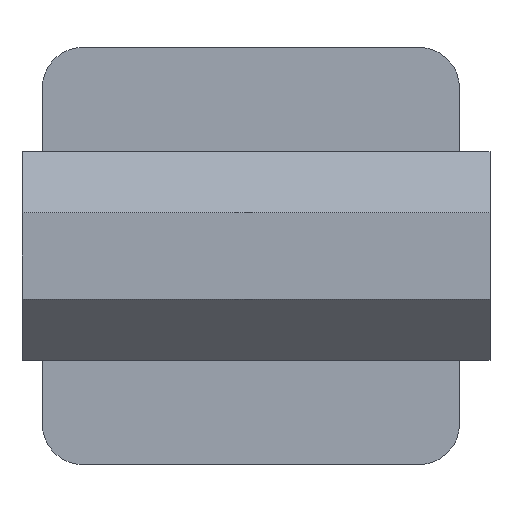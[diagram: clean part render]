
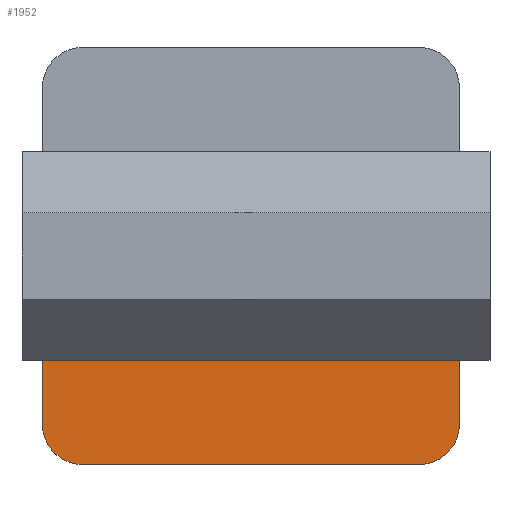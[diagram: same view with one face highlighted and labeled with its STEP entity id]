
A CAD part, front view. The second image highlights one B-rep face of the part: STEP entity #1952.
In plain terms, the highlighted planar face has unit normal (0, -1, 0).
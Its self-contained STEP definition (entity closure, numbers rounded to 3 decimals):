
#60 = VERTEX_POINT ( 'NONE', #1149 ) ;
#65 = DIRECTION ( 'NONE',  ( 0., -1., 0. ) ) ;
#83 = CIRCLE ( 'NONE', #308, 8. ) ;
#113 = CARTESIAN_POINT ( 'NONE',  ( -33., -33.8, -33. ) ) ;
#148 = EDGE_CURVE ( 'NONE', #633, #1534, #1415, .T. ) ;
#181 = LINE ( 'NONE', #879, #236 ) ;
#199 = EDGE_CURVE ( 'NONE', #593, #1138, #1785, .T. ) ;
#236 = VECTOR ( 'NONE', #2077, 1000. ) ;
#295 = VECTOR ( 'NONE', #598, 1000. ) ;
#308 = AXIS2_PLACEMENT_3D ( 'NONE', #113, #480, #1874 ) ;
#359 = CARTESIAN_POINT ( 'NONE',  ( -41., -33.8, -41. ) ) ;
#417 = AXIS2_PLACEMENT_3D ( 'NONE', #632, #842, #811 ) ;
#457 = CARTESIAN_POINT ( 'NONE',  ( -41., -33.8, -33. ) ) ;
#480 = DIRECTION ( 'NONE',  ( 0., -1., 0. ) ) ;
#517 = EDGE_CURVE ( 'NONE', #633, #2023, #702, .T. ) ;
#531 = EDGE_CURVE ( 'NONE', #60, #1138, #1143, .T. ) ;
#593 = VERTEX_POINT ( 'NONE', #457 ) ;
#598 = DIRECTION ( 'NONE',  ( -1., 0., 0. ) ) ;
#632 = CARTESIAN_POINT ( 'NONE',  ( 41., -33.8, -41. ) ) ;
#633 = VERTEX_POINT ( 'NONE', #1388 ) ;
#702 = CIRCLE ( 'NONE', #2268, 8. ) ;
#811 = DIRECTION ( 'NONE',  ( 0., 0., -1. ) ) ;
#842 = DIRECTION ( 'NONE',  ( 0., -1., 0. ) ) ;
#861 = CARTESIAN_POINT ( 'NONE',  ( -33., -33.8, -41. ) ) ;
#879 = CARTESIAN_POINT ( 'NONE',  ( 41., -33.8, 41. ) ) ;
#1050 = ORIENTED_EDGE ( 'NONE', *, *, #148, .F. ) ;
#1138 = VERTEX_POINT ( 'NONE', #1859 ) ;
#1143 = LINE ( 'NONE', #1991, #295 ) ;
#1149 = CARTESIAN_POINT ( 'NONE',  ( 41., -33.8, -20.5 ) ) ;
#1271 = DIRECTION ( 'NONE',  ( 0., 0., 1. ) ) ;
#1350 = ORIENTED_EDGE ( 'NONE', *, *, #199, .F. ) ;
#1351 = CARTESIAN_POINT ( 'NONE',  ( 41., -33.8, -33. ) ) ;
#1388 = CARTESIAN_POINT ( 'NONE',  ( 33., -33.8, -41. ) ) ;
#1415 = LINE ( 'NONE', #359, #2095 ) ;
#1469 = CARTESIAN_POINT ( 'NONE',  ( 33., -33.8, -33. ) ) ;
#1479 = DIRECTION ( 'NONE',  ( 0., 0., -1. ) ) ;
#1510 = VECTOR ( 'NONE', #1271, 1000. ) ;
#1511 = PLANE ( 'NONE',  #417 ) ;
#1534 = VERTEX_POINT ( 'NONE', #861 ) ;
#1729 = EDGE_CURVE ( 'NONE', #593, #1534, #83, .T. ) ;
#1738 = DIRECTION ( 'NONE',  ( -1., 0., 0. ) ) ;
#1773 = ORIENTED_EDGE ( 'NONE', *, *, #517, .T. ) ;
#1782 = ORIENTED_EDGE ( 'NONE', *, *, #2133, .F. ) ;
#1785 = LINE ( 'NONE', #1820, #1510 ) ;
#1820 = CARTESIAN_POINT ( 'NONE',  ( -41., -33.8, -41. ) ) ;
#1859 = CARTESIAN_POINT ( 'NONE',  ( -41., -33.8, -20.5 ) ) ;
#1874 = DIRECTION ( 'NONE',  ( 0., 0., -1. ) ) ;
#1904 = ORIENTED_EDGE ( 'NONE', *, *, #531, .T. ) ;
#1952 = ADVANCED_FACE ( 'NONE', ( #2054 ), #1511, .T. ) ;
#1991 = CARTESIAN_POINT ( 'NONE',  ( 41., -33.8, -20.5 ) ) ;
#2023 = VERTEX_POINT ( 'NONE', #1351 ) ;
#2054 = FACE_OUTER_BOUND ( 'NONE', #2080, .T. ) ;
#2077 = DIRECTION ( 'NONE',  ( 0., 0., -1. ) ) ;
#2080 = EDGE_LOOP ( 'NONE', ( #1050, #1773, #1782, #1904, #1350, #2174 ) ) ;
#2095 = VECTOR ( 'NONE', #1738, 1000. ) ;
#2133 = EDGE_CURVE ( 'NONE', #60, #2023, #181, .T. ) ;
#2174 = ORIENTED_EDGE ( 'NONE', *, *, #1729, .T. ) ;
#2268 = AXIS2_PLACEMENT_3D ( 'NONE', #1469, #65, #1479 ) ;
